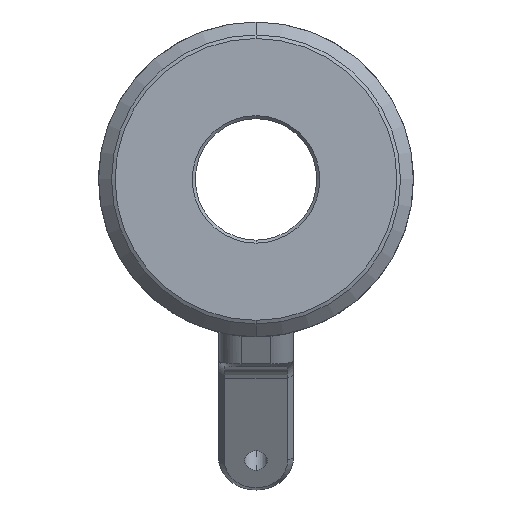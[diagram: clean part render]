
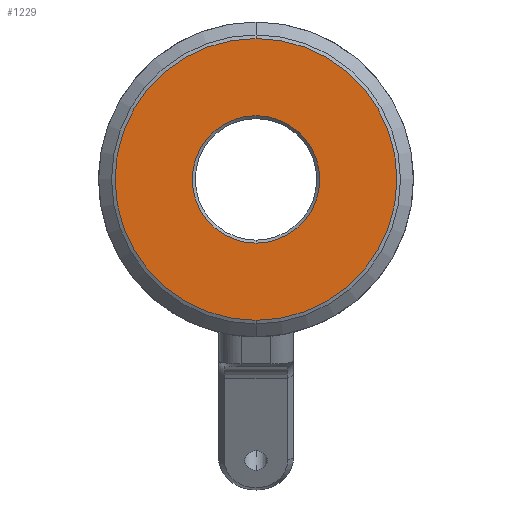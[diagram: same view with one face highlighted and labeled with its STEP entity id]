
A CAD part, front view. The second image highlights one B-rep face of the part: STEP entity #1229.
In plain terms, the highlighted planar face has unit normal (0, -1, 0).
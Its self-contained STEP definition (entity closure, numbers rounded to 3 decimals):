
#1 = DIRECTION ( 'NONE',  ( 0., 1., 0. ) ) ;
#193 = CARTESIAN_POINT ( 'NONE',  ( 0., -46.056, 0. ) ) ;
#222 = EDGE_CURVE ( 'NONE', #1303, #700, #826, .T. ) ;
#248 = CARTESIAN_POINT ( 'NONE',  ( 0., -46.056, 0. ) ) ;
#311 = DIRECTION ( 'NONE',  ( 0., 0., 1. ) ) ;
#438 = ORIENTED_EDGE ( 'NONE', *, *, #222, .T. ) ;
#466 = CARTESIAN_POINT ( 'NONE',  ( 0., -46.056, 0. ) ) ;
#489 = DIRECTION ( 'NONE',  ( 0., 0., 1. ) ) ;
#567 = VERTEX_POINT ( 'NONE', #1519 ) ;
#686 = EDGE_LOOP ( 'NONE', ( #1419, #1761 ) ) ;
#700 = VERTEX_POINT ( 'NONE', #1535 ) ;
#753 = CIRCLE ( 'NONE', #2116, 8.5 ) ;
#826 = CIRCLE ( 'NONE', #1255, 18.8 ) ;
#887 = DIRECTION ( 'NONE',  ( 0., 0., 1. ) ) ;
#916 = CARTESIAN_POINT ( 'NONE',  ( 0., -46.056, 0. ) ) ;
#985 = DIRECTION ( 'NONE',  ( 0., 0., 1. ) ) ;
#1043 = CIRCLE ( 'NONE', #1177, 18.8 ) ;
#1177 = AXIS2_PLACEMENT_3D ( 'NONE', #916, #1649, #311 ) ;
#1229 = ADVANCED_FACE ( 'NONE', ( #1497, #1992 ), #1817, .F. ) ;
#1255 = AXIS2_PLACEMENT_3D ( 'NONE', #248, #2152, #1990 ) ;
#1303 = VERTEX_POINT ( 'NONE', #1732 ) ;
#1419 = ORIENTED_EDGE ( 'NONE', *, *, #1754, .T. ) ;
#1497 = FACE_BOUND ( 'NONE', #686, .T. ) ;
#1515 = ORIENTED_EDGE ( 'NONE', *, *, #1866, .T. ) ;
#1519 = CARTESIAN_POINT ( 'NONE',  ( 0., -46.056, -8.5 ) ) ;
#1535 = CARTESIAN_POINT ( 'NONE',  ( 0., -46.056, 18.8 ) ) ;
#1537 = AXIS2_PLACEMENT_3D ( 'NONE', #1956, #1620, #489 ) ;
#1620 = DIRECTION ( 'NONE',  ( 0., 1., 0. ) ) ;
#1649 = DIRECTION ( 'NONE',  ( 0., -1., 0. ) ) ;
#1672 = CIRCLE ( 'NONE', #1773, 8.5 ) ;
#1720 = EDGE_LOOP ( 'NONE', ( #1515, #438 ) ) ;
#1730 = CARTESIAN_POINT ( 'NONE',  ( 0., -46.056, 8.5 ) ) ;
#1732 = CARTESIAN_POINT ( 'NONE',  ( 0., -46.056, -18.8 ) ) ;
#1738 = DIRECTION ( 'NONE',  ( 0., 1., 0. ) ) ;
#1753 = VERTEX_POINT ( 'NONE', #1730 ) ;
#1754 = EDGE_CURVE ( 'NONE', #567, #1753, #753, .T. ) ;
#1761 = ORIENTED_EDGE ( 'NONE', *, *, #2039, .T. ) ;
#1773 = AXIS2_PLACEMENT_3D ( 'NONE', #466, #1, #985 ) ;
#1817 = PLANE ( 'NONE',  #1537 ) ;
#1866 = EDGE_CURVE ( 'NONE', #700, #1303, #1043, .T. ) ;
#1956 = CARTESIAN_POINT ( 'NONE',  ( 0., -46.056, -8.1 ) ) ;
#1990 = DIRECTION ( 'NONE',  ( 0., 0., 1. ) ) ;
#1992 = FACE_OUTER_BOUND ( 'NONE', #1720, .T. ) ;
#2039 = EDGE_CURVE ( 'NONE', #1753, #567, #1672, .T. ) ;
#2116 = AXIS2_PLACEMENT_3D ( 'NONE', #193, #1738, #887 ) ;
#2152 = DIRECTION ( 'NONE',  ( 0., -1., 0. ) ) ;
